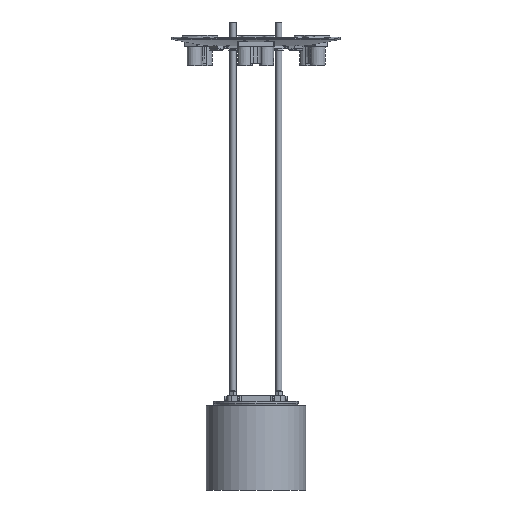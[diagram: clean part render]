
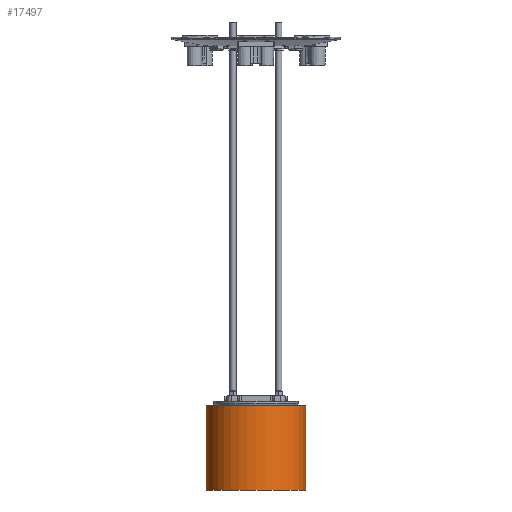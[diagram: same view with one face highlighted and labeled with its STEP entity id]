
A CAD part, front view. The second image highlights one B-rep face of the part: STEP entity #17497.
In plain terms, the highlighted cylindrical face has radius 65 mm (diameter 130 mm), a full revolution.
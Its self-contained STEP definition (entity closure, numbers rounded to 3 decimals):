
#1240=CYLINDRICAL_SURFACE('',#19267,65.);
#4357=FACE_BOUND('',#6467,.T.);
#5227=FACE_OUTER_BOUND('',#6466,.T.);
#6466=EDGE_LOOP('',(#15697));
#6467=EDGE_LOOP('',(#15698));
#7425=CIRCLE('',#19268,65.);
#7426=CIRCLE('',#19269,65.);
#8951=VERTEX_POINT('',#30517);
#8952=VERTEX_POINT('',#30519);
#11241=EDGE_CURVE('',#8951,#8951,#7425,.T.);
#11242=EDGE_CURVE('',#8952,#8952,#7426,.T.);
#15697=ORIENTED_EDGE('',*,*,#11241,.F.);
#15698=ORIENTED_EDGE('',*,*,#11242,.F.);
#17497=ADVANCED_FACE('',(#5227,#4357),#1240,.T.);
#19267=AXIS2_PLACEMENT_3D('',#30516,#23966,#23967);
#19268=AXIS2_PLACEMENT_3D('',#30518,#23968,#23969);
#19269=AXIS2_PLACEMENT_3D('',#30520,#23970,#23971);
#23966=DIRECTION('center_axis',(0.,0.,-1.));
#23967=DIRECTION('ref_axis',(0.,1.,0.));
#23968=DIRECTION('center_axis',(0.,0.,1.));
#23969=DIRECTION('ref_axis',(0.,1.,0.));
#23970=DIRECTION('center_axis',(0.,0.,-1.));
#23971=DIRECTION('ref_axis',(0.,1.,0.));
#30516=CARTESIAN_POINT('Origin',(0.,0.,-55.));
#30517=CARTESIAN_POINT('',(0.,65.,0.));
#30518=CARTESIAN_POINT('Origin',(0.,0.,0.));
#30519=CARTESIAN_POINT('',(0.,65.,-110.));
#30520=CARTESIAN_POINT('Origin',(0.,0.,-110.));
